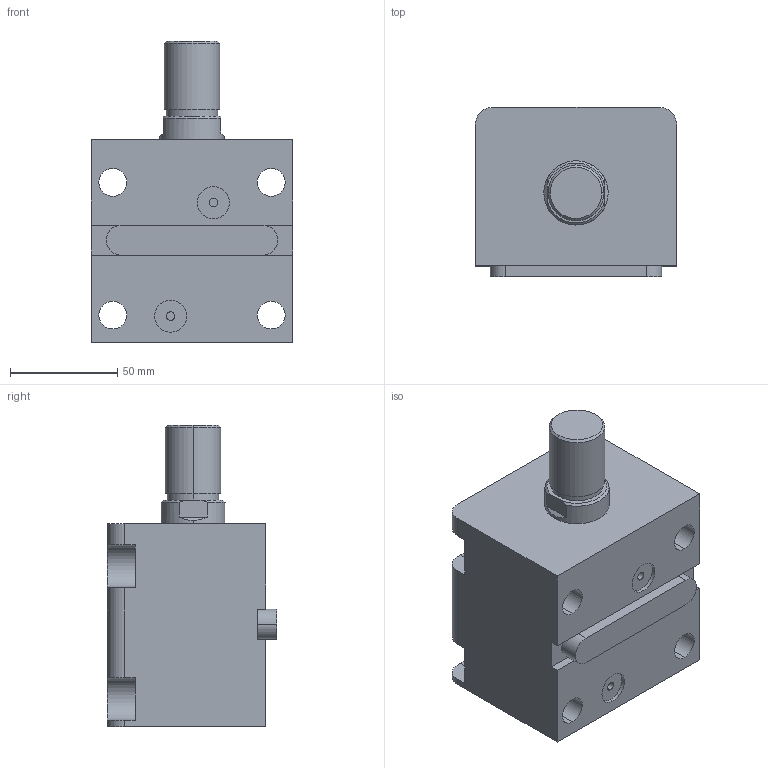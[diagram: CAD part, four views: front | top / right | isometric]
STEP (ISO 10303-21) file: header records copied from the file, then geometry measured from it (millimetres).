
FILE_DESCRIPTION (( 'STEP AP203' ), '1' );
FILE_NAME ('HTB-LAM50-35W.STEP', '2023-03-20T00:52:16', ( '微软用户' ), ( '微软中国' ), 'SwSTEP 2.0', 'SolidWorks 2012', '' );
FILE_SCHEMA (( 'CONFIG_CONTROL_DESIGN' ));
Length unit declared in the file: millimetre
Products named in the file (4): HTB-LAM50-35W; HTB-LWM50-瑩; HTB-LAM50-35W活塞杆; HTB-LAM50-35掛极
Assembly tree (3 placements, depth 2):
  HTB-LAM50-35W
    HTB-LAM50-35掛极
    HTB-LAM50-35W活塞杆
    HTB-LWM50-瑩
Bounding box: 94 x 79 x 141 mm (x, y, z)
Volume: 593523.3 mm3; surface area: 91683.9 mm2
Topology: 3 solids, 3 shells, 90 faces, 219 edges, 144 vertices
Faces by surface type: cylinder 41, plane 41, cone 4, torus 4
Entity records: 3107 total; most frequent: DIRECTION 497, CARTESIAN_POINT 487, ORIENTED_EDGE 438, EDGE_CURVE 219, AXIS2_PLACEMENT_3D 190, VERTEX_POINT 144, LINE 117, VECTOR 117
